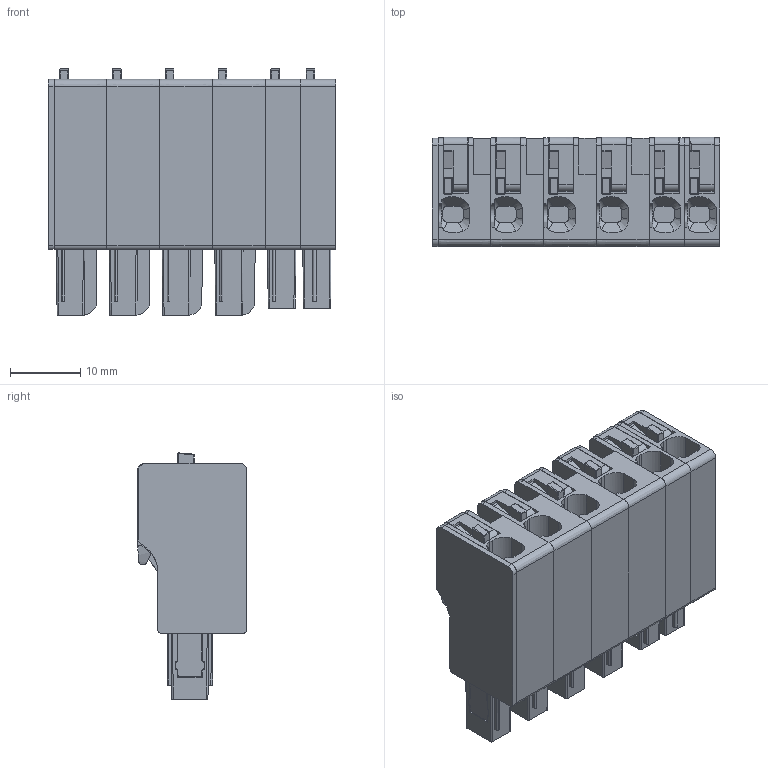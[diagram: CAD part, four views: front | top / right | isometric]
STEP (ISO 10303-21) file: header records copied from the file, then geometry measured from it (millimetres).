
FILE_DESCRIPTION(('CATIA V5 STEP Exchange','CAx-IF Rec.Pracs.--- Model Styling and Organization---1.4--- 2014-01-23'),'2;1');
FILE_NAME ('1361845-2_0_8000078346_8000078346.stp','2021-10-26T11:54:45+00:00',('none'),('Weidmueller'),'CATIA Version 5-6 Release 2016 SP3 HF44','CATIA V5 STEP AP214','none');
FILE_SCHEMA(('AUTOMOTIVE_DESIGN { 1 0 10303 214 1 1 1 1 }'));
Products named in the file (1): 8000078346
Bounding box: 40.8 x 15.5 x 35 mm (x, y, z)
Volume: 13695.9 mm3; surface area: 13095.7 mm2
Topology: 19 solids, 19 shells, 1619 faces, 4488 edges, 2935 vertices
Faces by surface type: plane 940, cylinder 522, cone 52, sphere 48, bspline 28, torus 17, extrusion 12
Entity records: 55591 total; most frequent: CARTESIAN_POINT 15972, ORIENTED_EDGE 8880, DIRECTION 6851, EDGE_CURVE 4440, VERTEX_POINT 2935, VECTOR 2898, LINE 2886, AXIS2_PLACEMENT_3D 2375
